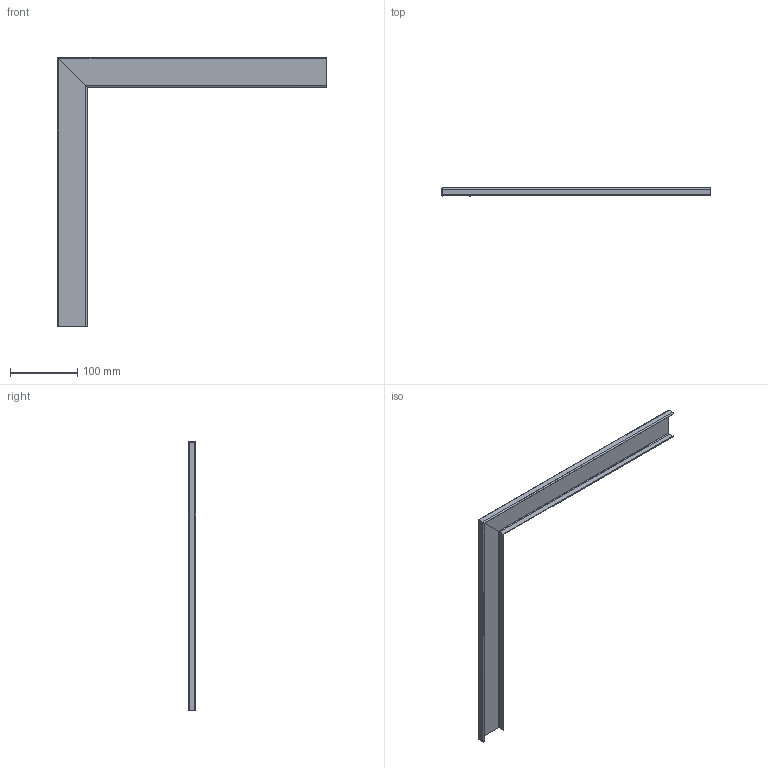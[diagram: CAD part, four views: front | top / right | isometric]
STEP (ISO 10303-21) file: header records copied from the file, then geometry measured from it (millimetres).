
FILE_DESCRIPTION (( 'STEP AP214' ), '1' );
FILE_NAME ('6279990.stp', '2016-06-02T11:47:15', ( '' ), ( '' ), 'SwSTEP 2.0', 'SolidWorks 2014', '' );
FILE_SCHEMA (( 'AUTOMOTIVE_DESIGN' ));
Length unit declared in the file: millimetre
Products named in the file (3): 6279990; 021159T1_Standard; 021159T2_Standard
Assembly tree (2 placements, depth 2):
  6279990
    021159T1_Standard
    021159T2_Standard
Bounding box: 400 x 11.63 x 400 mm (x, y, z)
Volume: 39783.5 mm3; surface area: 100922.3 mm2
Topology: 2 solids, 2 shells, 47 faces, 129 edges, 86 vertices
Faces by surface type: plane 27, cylinder 20
Entity records: 1601 total; most frequent: CARTESIAN_POINT 333, ORIENTED_EDGE 258, DIRECTION 235, EDGE_CURVE 129, VERTEX_POINT 86, VECTOR 83, LINE 83, AXIS2_PLACEMENT_3D 76
